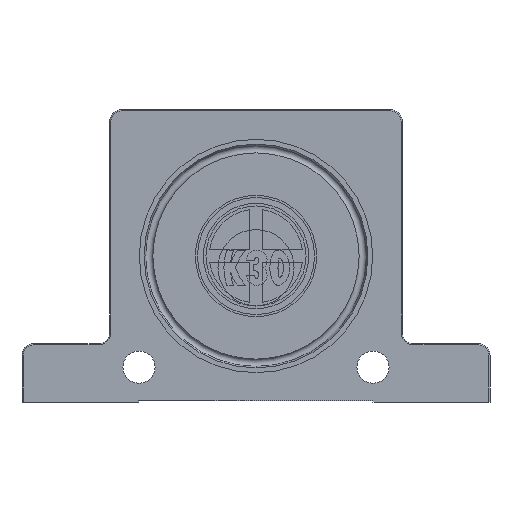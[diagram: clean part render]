
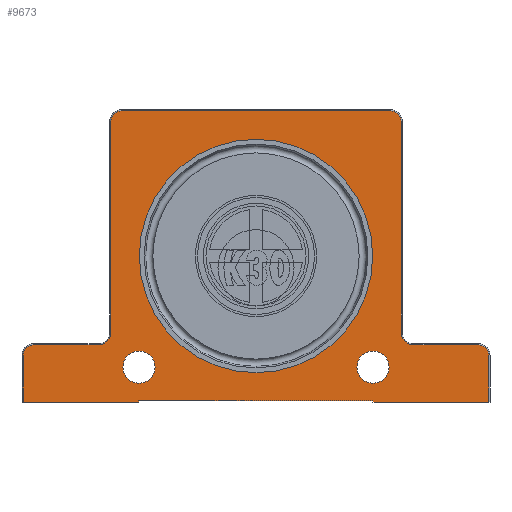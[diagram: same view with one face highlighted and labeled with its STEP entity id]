
A CAD part, left-side view. The second image highlights one B-rep face of the part: STEP entity #9673.
In plain terms, the highlighted planar face has unit normal (-1, 0, 0).
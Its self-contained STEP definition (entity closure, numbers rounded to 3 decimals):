
#8489=CARTESIAN_POINT('',(-22.0,-79.6,0.0));
#8490=VERTEX_POINT('',#8489);
#8507=CARTESIAN_POINT('',(-22.0,-79.6,16.));
#8508=VERTEX_POINT('',#8507);
#8515=CARTESIAN_POINT('',(-22.0,-79.6,16.));
#8516=DIRECTION('',(0.0,0.0,-1.0));
#8517=VECTOR('',#8516,16.);
#8518=LINE('',#8515,#8517);
#8519=EDGE_CURVE('',#8508,#8490,#8518,.T.);
#8531=CARTESIAN_POINT('',(-22.0,-76.0,19.6));
#8532=VERTEX_POINT('',#8531);
#8539=CARTESIAN_POINT('',(-22.0,-76.0,16.));
#8540=DIRECTION('',(1.0,0.0,0.0));
#8541=DIRECTION('',(0.0,-0.707,0.707));
#8542=AXIS2_PLACEMENT_3D('',#8539,#8540,#8541);
#8543=CIRCLE('',#8542,3.6);
#8544=EDGE_CURVE('',#8532,#8508,#8543,.T.);
#8564=CARTESIAN_POINT('',(-22.0,-54.,19.6));
#8565=VERTEX_POINT('',#8564);
#8572=CARTESIAN_POINT('',(-22.0,-54.0,19.6));
#8573=DIRECTION('',(0.0,-1.0,0.0));
#8574=VECTOR('',#8573,22.);
#8575=LINE('',#8572,#8574);
#8576=EDGE_CURVE('',#8565,#8532,#8575,.T.);
#8593=CARTESIAN_POINT('',(-22.0,-49.6,24.));
#8594=VERTEX_POINT('',#8593);
#8601=CARTESIAN_POINT('',(-22.0,-54.0,24.));
#8602=DIRECTION('',(-1.0,0.0,0.0));
#8603=DIRECTION('',(0.0,0.707,-0.707));
#8604=AXIS2_PLACEMENT_3D('',#8601,#8602,#8603);
#8605=CIRCLE('',#8604,4.4);
#8606=EDGE_CURVE('',#8594,#8565,#8605,.T.);
#8624=CARTESIAN_POINT('',(-22.0,-49.6,96.));
#8625=VERTEX_POINT('',#8624);
#8632=CARTESIAN_POINT('',(-22.0,-49.6,96.));
#8633=DIRECTION('',(0.0,0.0,-1.0));
#8634=VECTOR('',#8633,72.0);
#8635=LINE('',#8632,#8634);
#8636=EDGE_CURVE('',#8625,#8594,#8635,.T.);
#8650=CARTESIAN_POINT('',(-22.0,-46.,99.6));
#8651=VERTEX_POINT('',#8650);
#8658=CARTESIAN_POINT('',(-22.0,-46.,96.));
#8659=DIRECTION('',(1.,0.0,0.0));
#8660=DIRECTION('',(0.0,-0.707,0.707));
#8661=AXIS2_PLACEMENT_3D('',#8658,#8659,#8660);
#8662=CIRCLE('',#8661,3.6);
#8663=EDGE_CURVE('',#8651,#8625,#8662,.T.);
#8683=CARTESIAN_POINT('',(-22.0,46.,99.6));
#8684=VERTEX_POINT('',#8683);
#8691=CARTESIAN_POINT('',(-22.0,46.,99.6));
#8692=DIRECTION('',(0.0,-1.0,0.0));
#8693=VECTOR('',#8692,92.);
#8694=LINE('',#8691,#8693);
#8695=EDGE_CURVE('',#8684,#8651,#8694,.T.);
#8714=CARTESIAN_POINT('',(-22.0,49.6,96.0));
#8715=VERTEX_POINT('',#8714);
#8722=CARTESIAN_POINT('',(-22.0,46.,96.0));
#8723=DIRECTION('',(1.0,0.0,0.0));
#8724=DIRECTION('',(0.0,0.707,0.707));
#8725=AXIS2_PLACEMENT_3D('',#8722,#8723,#8724);
#8726=CIRCLE('',#8725,3.6);
#8727=EDGE_CURVE('',#8715,#8684,#8726,.T.);
#8747=CARTESIAN_POINT('',(-22.0,49.6,24.));
#8748=VERTEX_POINT('',#8747);
#8755=CARTESIAN_POINT('',(-22.0,49.6,24.0));
#8756=DIRECTION('',(0.0,0.0,1.0));
#8757=VECTOR('',#8756,72.0);
#8758=LINE('',#8755,#8757);
#8759=EDGE_CURVE('',#8748,#8715,#8758,.T.);
#8778=CARTESIAN_POINT('',(-22.0,54.,19.6));
#8779=VERTEX_POINT('',#8778);
#8786=CARTESIAN_POINT('',(-22.0,54.,24.));
#8787=DIRECTION('',(-1.,0.0,0.0));
#8788=DIRECTION('',(0.0,-0.707,-0.707));
#8789=AXIS2_PLACEMENT_3D('',#8786,#8787,#8788);
#8790=CIRCLE('',#8789,4.4);
#8791=EDGE_CURVE('',#8779,#8748,#8790,.T.);
#8811=CARTESIAN_POINT('',(-22.0,76.0,19.6));
#8812=VERTEX_POINT('',#8811);
#8819=CARTESIAN_POINT('',(-22.0,76.0,19.6));
#8820=DIRECTION('',(0.0,-1.0,0.0));
#8821=VECTOR('',#8820,22.);
#8822=LINE('',#8819,#8821);
#8823=EDGE_CURVE('',#8812,#8779,#8822,.T.);
#8842=CARTESIAN_POINT('',(-22.0,79.6,16.0));
#8843=VERTEX_POINT('',#8842);
#8850=CARTESIAN_POINT('',(-22.0,76.0,16.0));
#8851=DIRECTION('',(1.0,0.0,0.0));
#8852=DIRECTION('',(0.0,0.707,0.707));
#8853=AXIS2_PLACEMENT_3D('',#8850,#8851,#8852);
#8854=CIRCLE('',#8853,3.6);
#8855=EDGE_CURVE('',#8843,#8812,#8854,.T.);
#8875=CARTESIAN_POINT('',(-22.0,79.6,0.0));
#8876=VERTEX_POINT('',#8875);
#8883=CARTESIAN_POINT('',(-22.0,79.6,0.0));
#8884=DIRECTION('',(0.0,0.0,1.0));
#8885=VECTOR('',#8884,16.);
#8886=LINE('',#8883,#8885);
#8887=EDGE_CURVE('',#8876,#8843,#8886,.T.);
#8920=CARTESIAN_POINT('',(-22.0,40.0,0.0));
#8921=VERTEX_POINT('',#8920);
#8928=CARTESIAN_POINT('',(-22.0,40.0,0.0));
#8929=DIRECTION('',(0.0,1.0,0.0));
#8930=VECTOR('',#8929,39.6);
#8931=LINE('',#8928,#8930);
#8932=EDGE_CURVE('',#8921,#8876,#8931,.T.);
#9518=CARTESIAN_POINT('',(-22.0,-40.0,0.5));
#9519=VERTEX_POINT('',#9518);
#9527=CARTESIAN_POINT('',(-22.0,-40.0,0.0));
#9528=VERTEX_POINT('',#9527);
#9535=CARTESIAN_POINT('',(-22.0,-40.0,0.5));
#9536=DIRECTION('',(0.0,0.0,-1.0));
#9537=VECTOR('',#9536,0.5);
#9538=LINE('',#9535,#9537);
#9539=EDGE_CURVE('',#9519,#9528,#9538,.T.);
#9549=CARTESIAN_POINT('',(-22.0,40.0,0.5));
#9550=VERTEX_POINT('',#9549);
#9557=CARTESIAN_POINT('',(-22.0,40.0,0.0));
#9558=DIRECTION('',(0.0,0.0,1.0));
#9559=VECTOR('',#9558,0.5);
#9560=LINE('',#9557,#9559);
#9561=EDGE_CURVE('',#8921,#9550,#9560,.T.);
#9575=CARTESIAN_POINT('',(-22.0,40.0,0.5));
#9576=DIRECTION('',(0.0,-1.0,0.0));
#9577=VECTOR('',#9576,80.0);
#9578=LINE('',#9575,#9577);
#9579=EDGE_CURVE('',#9550,#9519,#9578,.T.);
#9591=CARTESIAN_POINT('',(-22.0,-79.6,0.0));
#9592=DIRECTION('',(0.0,1.0,0.0));
#9593=VECTOR('',#9592,39.6);
#9594=LINE('',#9591,#9593);
#9595=EDGE_CURVE('',#8490,#9528,#9594,.T.);
#9615=CARTESIAN_POINT('',(-22.0,33.333,43.333));
#9616=DIRECTION('',(1.0,0.0,0.0));
#9617=DIRECTION('',(0.0,0.0,-1.0));
#9618=AXIS2_PLACEMENT_3D('',#9615,#9616,#9617);
#9619=PLANE('',#9618);
#9620=ORIENTED_EDGE('',*,*,#8887,.F.);
#9621=ORIENTED_EDGE('',*,*,#8932,.F.);
#9622=ORIENTED_EDGE('',*,*,#9561,.T.);
#9623=ORIENTED_EDGE('',*,*,#9579,.T.);
#9624=ORIENTED_EDGE('',*,*,#9539,.T.);
#9625=ORIENTED_EDGE('',*,*,#9595,.F.);
#9626=ORIENTED_EDGE('',*,*,#8519,.F.);
#9627=ORIENTED_EDGE('',*,*,#8544,.F.);
#9628=ORIENTED_EDGE('',*,*,#8576,.F.);
#9629=ORIENTED_EDGE('',*,*,#8606,.F.);
#9630=ORIENTED_EDGE('',*,*,#8636,.F.);
#9631=ORIENTED_EDGE('',*,*,#8663,.F.);
#9632=ORIENTED_EDGE('',*,*,#8695,.F.);
#9633=ORIENTED_EDGE('',*,*,#8727,.F.);
#9634=ORIENTED_EDGE('',*,*,#8759,.F.);
#9635=ORIENTED_EDGE('',*,*,#8791,.F.);
#9636=ORIENTED_EDGE('',*,*,#8823,.F.);
#9637=ORIENTED_EDGE('',*,*,#8855,.F.);
#9638=EDGE_LOOP('',(#9620,#9621,#9622,#9623,#9624,#9625,#9626,#9627,#9628,#9629,#9630,#9631,#9632,#9633,#9634,#9635,#9636,#9637));
#9639=FACE_OUTER_BOUND('',#9638,.T.);
#9640=CARTESIAN_POINT('',(-22.,-40.0,17.5));
#9641=VERTEX_POINT('',#9640);
#9642=CARTESIAN_POINT('',(-22.,-40.0,12.));
#9643=DIRECTION('',(1.0,0.0,0.0));
#9644=DIRECTION('',(0.0,0.0,-1.0));
#9645=AXIS2_PLACEMENT_3D('',#9642,#9643,#9644);
#9646=CIRCLE('',#9645,5.5);
#9647=EDGE_CURVE('',#9641,#9641,#9646,.T.);
#9648=ORIENTED_EDGE('',*,*,#9647,.T.);
#9649=EDGE_LOOP('',(#9648));
#9650=FACE_BOUND('',#9649,.T.);
#9651=CARTESIAN_POINT('',(-22.,40.0,17.5));
#9652=VERTEX_POINT('',#9651);
#9653=CARTESIAN_POINT('',(-22.,40.0,12.));
#9654=DIRECTION('',(1.0,0.0,0.0));
#9655=DIRECTION('',(0.0,0.0,-1.0));
#9656=AXIS2_PLACEMENT_3D('',#9653,#9654,#9655);
#9657=CIRCLE('',#9656,5.5);
#9658=EDGE_CURVE('',#9652,#9652,#9657,.T.);
#9659=ORIENTED_EDGE('',*,*,#9658,.T.);
#9660=EDGE_LOOP('',(#9659));
#9661=FACE_BOUND('',#9660,.T.);
#9662=CARTESIAN_POINT('',(-22.0,0.0,10.1));
#9663=VERTEX_POINT('',#9662);
#9664=CARTESIAN_POINT('',(-22.0,0.0,50.));
#9665=DIRECTION('',(1.0,0.0,0.0));
#9666=DIRECTION('',(0.0,0.0,-1.0));
#9667=AXIS2_PLACEMENT_3D('',#9664,#9665,#9666);
#9668=CIRCLE('',#9667,39.9);
#9669=EDGE_CURVE('',#9663,#9663,#9668,.T.);
#9670=ORIENTED_EDGE('',*,*,#9669,.T.);
#9671=EDGE_LOOP('',(#9670));
#9672=FACE_BOUND('',#9671,.T.);
#9673=ADVANCED_FACE('',(#9639,#9650,#9661,#9672),#9619,.F.);
